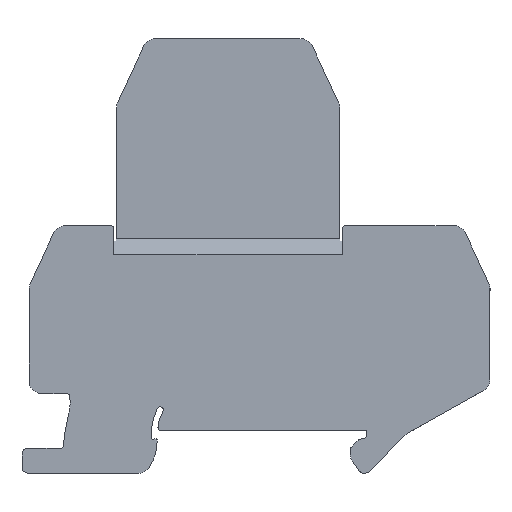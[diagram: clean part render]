
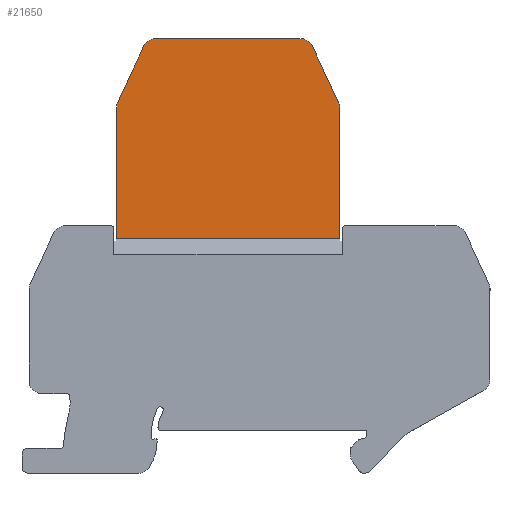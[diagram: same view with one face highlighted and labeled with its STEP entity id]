
A CAD part, top view. The second image highlights one B-rep face of the part: STEP entity #21650.
In plain terms, the highlighted planar face has unit normal (0, 0, 1).
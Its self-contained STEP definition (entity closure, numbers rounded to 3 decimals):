
#1370=CARTESIAN_POINT('',(-26.521,13.697,
15.5));
#1380=DIRECTION('',(0.,0.,-1.));
#1390=DIRECTION('',(0.,-1.,0.));
#1400=AXIS2_PLACEMENT_3D('',#1370,#1380,#1390);
#1410=CIRCLE('',#1400,2.);
#1420=CARTESIAN_POINT('',(-28.521,13.697,
15.5));
#1430=VERTEX_POINT('',#1420);
#1440=CARTESIAN_POINT('',(-28.333,14.542,
15.5));
#1450=VERTEX_POINT('',#1440);
#1460=EDGE_CURVE('',#1430,#1450,#1410,.T.);
#4000=CARTESIAN_POINT('',(-24.089,23.645,
15.5));
#4010=VERTEX_POINT('',#4000);
#4040=CARTESIAN_POINT('',(-30.529,9.834,15.5));
#4050=DIRECTION('',(-0.423,-0.906,
0.));
#4060=VECTOR('',#4050,1.);
#4070=LINE('',#4040,#4060);
#4080=EDGE_CURVE('',#4010,#1450,#4070,.T.);
#17210=CARTESIAN_POINT('',(1.234,24.8,
15.5));
#17220=VERTEX_POINT('',#17210);
#17250=CARTESIAN_POINT('',(-12.617,24.8,
15.5));
#17260=DIRECTION('',(1.,0.,0.));
#17270=VECTOR('',#17260,1.);
#17280=LINE('',#17250,#17270);
#17290=CARTESIAN_POINT('',(-22.276,24.8,
15.5));
#17300=VERTEX_POINT('',#17290);
#17310=EDGE_CURVE('',#17300,#17220,#17280,.T.);
#18180=CARTESIAN_POINT('',(7.479,13.697,
15.5));
#18190=VERTEX_POINT('',#18180);
#18410=CARTESIAN_POINT('',(7.479,-7.483,
15.5));
#18420=VERTEX_POINT('',#18410);
#18450=CARTESIAN_POINT('',(7.479,9.834,15.5));
#18460=DIRECTION('',(0.,1.,0.));
#18470=VECTOR('',#18460,1.);
#18480=LINE('',#18450,#18470);
#18490=EDGE_CURVE('',#18420,#18190,#18480,.T.);
#19820=CARTESIAN_POINT('',(-28.521,-7.483,
15.5));
#19830=VERTEX_POINT('',#19820);
#19860=CARTESIAN_POINT('',(-12.617,-7.483,
15.5));
#19870=DIRECTION('',(1.,0.,0.));
#19880=VECTOR('',#19870,1.);
#19890=LINE('',#19860,#19880);
#19900=EDGE_CURVE('',#19830,#18420,#19890,.T.);
#20600=CARTESIAN_POINT('',(1.234,22.8,
15.5));
#20610=DIRECTION('',(0.,0.,1.));
#20620=DIRECTION('',(1.,0.,0.));
#20630=AXIS2_PLACEMENT_3D('',#20600,#20610,#20620);
#20640=CIRCLE('',#20630,2.);
#20650=CARTESIAN_POINT('',(3.047,23.645,
15.5));
#20660=VERTEX_POINT('',#20650);
#20670=EDGE_CURVE('',#20660,#17220,#20640,.T.);
#21240=CARTESIAN_POINT('',(6.566,-21.326,
15.5));
#21250=DIRECTION('',(0.,0.,1.));
#21260=DIRECTION('',(1.,0.,0.));
#21270=AXIS2_PLACEMENT_3D('',#21240,#21250,#21260);
#21280=PLANE('',#21270);
#21290=ORIENTED_EDGE('',*,*,#19900,.T.);
#21300=CARTESIAN_POINT('',(-28.521,9.834,15.5));
#21310=DIRECTION('',(0.,-1.,0.));
#21320=VECTOR('',#21310,1.);
#21330=LINE('',#21300,#21320);
#21340=EDGE_CURVE('',#1430,#19830,#21330,.T.);
#21350=ORIENTED_EDGE('',*,*,#21340,.T.);
#21360=ORIENTED_EDGE('',*,*,#1460,.F.);
#21370=ORIENTED_EDGE('',*,*,#4080,.T.);
#21380=CARTESIAN_POINT('',(-22.276,22.8,
15.5));
#21390=DIRECTION('',(0.,0.,-1.));
#21400=DIRECTION('',(-1.,0.,0.));
#21410=AXIS2_PLACEMENT_3D('',#21380,#21390,#21400);
#21420=CIRCLE('',#21410,2.);
#21430=EDGE_CURVE('',#4010,#17300,#21420,.T.);
#21440=ORIENTED_EDGE('',*,*,#21430,.F.);
#21450=ORIENTED_EDGE('',*,*,#17310,.F.);
#21460=ORIENTED_EDGE('',*,*,#20670,.T.);
#21470=CARTESIAN_POINT('',(9.487,9.834,15.5));
#21480=DIRECTION('',(0.423,-0.906,
0.));
#21490=VECTOR('',#21480,1.);
#21500=LINE('',#21470,#21490);
#21510=CARTESIAN_POINT('',(7.292,14.542,
15.5));
#21520=VERTEX_POINT('',#21510);
#21530=EDGE_CURVE('',#20660,#21520,#21500,.T.);
#21540=ORIENTED_EDGE('',*,*,#21530,.F.);
#21550=CARTESIAN_POINT('',(5.479,13.697,
15.5));
#21560=DIRECTION('',(0.,0.,1.));
#21570=DIRECTION('',(1.,0.,0.));
#21580=AXIS2_PLACEMENT_3D('',#21550,#21560,#21570);
#21590=CIRCLE('',#21580,2.);
#21600=EDGE_CURVE('',#18190,#21520,#21590,.T.);
#21610=ORIENTED_EDGE('',*,*,#21600,.T.);
#21620=ORIENTED_EDGE('',*,*,#18490,.T.);
#21630=EDGE_LOOP('',(#21620,#21610,#21540,#21460,#21450,#21440,#21370,
#21360,#21350,#21290));
#21640=FACE_OUTER_BOUND('',#21630,.T.);
#21650=ADVANCED_FACE('',(#21640),#21280,.T.);
